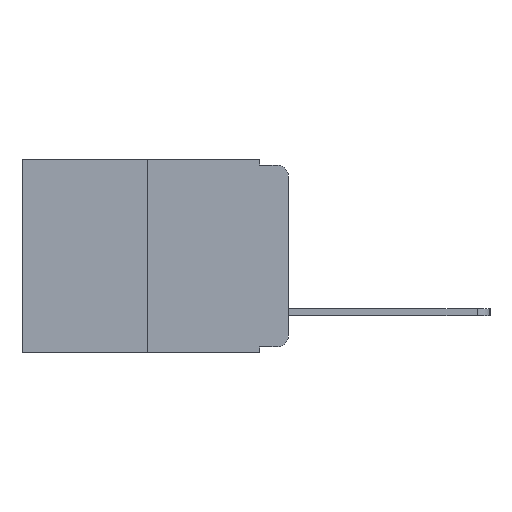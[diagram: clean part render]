
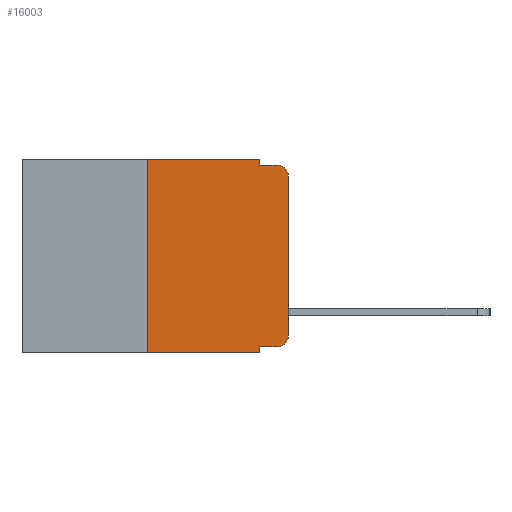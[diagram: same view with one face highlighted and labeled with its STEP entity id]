
A CAD part, left-side view. The second image highlights one B-rep face of the part: STEP entity #16003.
In plain terms, the highlighted planar face has unit normal (-1, 0, 0).
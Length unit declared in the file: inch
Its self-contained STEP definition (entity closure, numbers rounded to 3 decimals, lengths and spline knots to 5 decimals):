
#117 = DIRECTION ( 'NONE',  ( -1., 0., 0. ) ) ;
#265 = EDGE_CURVE ( 'NONE', #14146, #11297, #12312, .T. ) ;
#301 = VERTEX_POINT ( 'NONE', #14786 ) ;
#760 = CARTESIAN_POINT ( 'NONE',  ( 0., 0.051, -0.01 ) ) ;
#874 = LINE ( 'NONE', #1408, #7701 ) ;
#1157 = CARTESIAN_POINT ( 'NONE',  ( 0., 0., -0.03 ) ) ;
#1165 = VECTOR ( 'NONE', #12685, 39.37008 ) ;
#1176 = ORIENTED_EDGE ( 'NONE', *, *, #17414, .F. ) ;
#1201 = ORIENTED_EDGE ( 'NONE', *, *, #265, .T. ) ;
#1343 = EDGE_CURVE ( 'NONE', #13284, #1510, #16582, .T. ) ;
#1408 = CARTESIAN_POINT ( 'NONE',  ( 0., 0.051, 0. ) ) ;
#1508 = ORIENTED_EDGE ( 'NONE', *, *, #1343, .F. ) ;
#1510 = VERTEX_POINT ( 'NONE', #8156 ) ;
#1576 = DIRECTION ( 'NONE',  ( 0., 0., -1. ) ) ;
#1825 = CARTESIAN_POINT ( 'NONE',  ( 0., 0.051, -0.01 ) ) ;
#2039 = ORIENTED_EDGE ( 'NONE', *, *, #16580, .T. ) ;
#2132 = DIRECTION ( 'NONE',  ( -1., 0., 0. ) ) ;
#2152 = CARTESIAN_POINT ( 'NONE',  ( 0., 0.02, -0.03 ) ) ;
#2207 = ORIENTED_EDGE ( 'NONE', *, *, #5712, .T. ) ;
#2329 = ORIENTED_EDGE ( 'NONE', *, *, #7876, .T. ) ;
#2334 = ORIENTED_EDGE ( 'NONE', *, *, #2746, .F. ) ;
#2597 = VECTOR ( 'NONE', #15131, 39.37008 ) ;
#2746 = EDGE_CURVE ( 'NONE', #301, #15825, #10157, .T. ) ;
#2747 = ORIENTED_EDGE ( 'NONE', *, *, #14598, .T. ) ;
#2870 = ORIENTED_EDGE ( 'NONE', *, *, #14029, .F. ) ;
#3068 = DIRECTION ( 'NONE',  ( 0., 0., -1. ) ) ;
#3117 = ORIENTED_EDGE ( 'NONE', *, *, #5500, .F. ) ;
#3660 = AXIS2_PLACEMENT_3D ( 'NONE', #6225, #7554, #16801 ) ;
#3700 = VERTEX_POINT ( 'NONE', #10235 ) ;
#4081 = VECTOR ( 'NONE', #5323, 39.37008 ) ;
#4445 = VERTEX_POINT ( 'NONE', #1157 ) ;
#4479 = FACE_OUTER_BOUND ( 'NONE', #7717, .T. ) ;
#4788 = CIRCLE ( 'NONE', #5827, 0.02 ) ;
#4868 = LINE ( 'NONE', #7360, #1165 ) ;
#4893 = PLANE ( 'NONE',  #3660 ) ;
#5323 = DIRECTION ( 'NONE',  ( 0., -1., 0. ) ) ;
#5500 = EDGE_CURVE ( 'NONE', #12300, #14164, #874, .T. ) ;
#5712 = EDGE_CURVE ( 'NONE', #4445, #3700, #4788, .T. ) ;
#5796 = VECTOR ( 'NONE', #10516, 39.37008 ) ;
#5827 = AXIS2_PLACEMENT_3D ( 'NONE', #2152, #2132, #3068 ) ;
#5967 = AXIS2_PLACEMENT_3D ( 'NONE', #6250, #117, #10192 ) ;
#6225 = CARTESIAN_POINT ( 'NONE',  ( 0., 0.473, 0. ) ) ;
#6250 = CARTESIAN_POINT ( 'NONE',  ( 0., 0.02, -0.313 ) ) ;
#6821 = VECTOR ( 'NONE', #7111, 39.37008 ) ;
#7111 = DIRECTION ( 'NONE',  ( 0., 0., 1. ) ) ;
#7360 = CARTESIAN_POINT ( 'NONE',  ( 0., 0.051, -0.333 ) ) ;
#7554 = DIRECTION ( 'NONE',  ( 1., 0., 0. ) ) ;
#7701 = VECTOR ( 'NONE', #1576, 39.37008 ) ;
#7717 = EDGE_LOOP ( 'NONE', ( #2747, #2207, #2870, #3117, #1176, #2334, #2329, #1508, #2039, #1201 ) ) ;
#7876 = EDGE_CURVE ( 'NONE', #301, #1510, #8004, .T. ) ;
#8004 = LINE ( 'NONE', #9321, #4081 ) ;
#8156 = CARTESIAN_POINT ( 'NONE',  ( 0., 0.051, -0.343 ) ) ;
#8451 = CARTESIAN_POINT ( 'NONE',  ( 0., 0.051, 0. ) ) ;
#9041 = CARTESIAN_POINT ( 'NONE',  ( 0., 0., -0.313 ) ) ;
#9321 = CARTESIAN_POINT ( 'NONE',  ( 0., 0.473, -0.343 ) ) ;
#9712 = CARTESIAN_POINT ( 'NONE',  ( 0., 0., 0. ) ) ;
#9752 = LINE ( 'NONE', #1825, #2597 ) ;
#10157 = LINE ( 'NONE', #11583, #5796 ) ;
#10192 = DIRECTION ( 'NONE',  ( 0., 0., -1. ) ) ;
#10235 = CARTESIAN_POINT ( 'NONE',  ( 0., 0.02, -0.01 ) ) ;
#10516 = DIRECTION ( 'NONE',  ( 0., 0., 1. ) ) ;
#11037 = VECTOR ( 'NONE', #17132, 39.37008 ) ;
#11297 = VERTEX_POINT ( 'NONE', #9041 ) ;
#11474 = LINE ( 'NONE', #13179, #11037 ) ;
#11583 = CARTESIAN_POINT ( 'NONE',  ( 0., 0.25, 0. ) ) ;
#12300 = VERTEX_POINT ( 'NONE', #8451 ) ;
#12312 = CIRCLE ( 'NONE', #5967, 0.02 ) ;
#12685 = DIRECTION ( 'NONE',  ( 0., -1., 0. ) ) ;
#13179 = CARTESIAN_POINT ( 'NONE',  ( 0., 0.473, 0. ) ) ;
#13284 = VERTEX_POINT ( 'NONE', #13595 ) ;
#13475 = VECTOR ( 'NONE', #13854, 39.37008 ) ;
#13595 = CARTESIAN_POINT ( 'NONE',  ( 0., 0.051, -0.333 ) ) ;
#13812 = CARTESIAN_POINT ( 'NONE',  ( 0., 0.051, 0. ) ) ;
#13835 = LINE ( 'NONE', #9712, #6821 ) ;
#13854 = DIRECTION ( 'NONE',  ( 0., 0., -1. ) ) ;
#14029 = EDGE_CURVE ( 'NONE', #14164, #3700, #9752, .T. ) ;
#14146 = VERTEX_POINT ( 'NONE', #16757 ) ;
#14164 = VERTEX_POINT ( 'NONE', #760 ) ;
#14598 = EDGE_CURVE ( 'NONE', #11297, #4445, #13835, .T. ) ;
#14786 = CARTESIAN_POINT ( 'NONE',  ( 0., 0.25, -0.343 ) ) ;
#15062 = CARTESIAN_POINT ( 'NONE',  ( 0., 0.25, 0. ) ) ;
#15131 = DIRECTION ( 'NONE',  ( 0., -1., 0. ) ) ;
#15825 = VERTEX_POINT ( 'NONE', #15062 ) ;
#16003 = ADVANCED_FACE ( 'NONE', ( #4479 ), #4893, .F. ) ;
#16580 = EDGE_CURVE ( 'NONE', #13284, #14146, #4868, .T. ) ;
#16582 = LINE ( 'NONE', #13812, #13475 ) ;
#16757 = CARTESIAN_POINT ( 'NONE',  ( 0., 0.02, -0.333 ) ) ;
#16801 = DIRECTION ( 'NONE',  ( 0., 0., -1. ) ) ;
#17132 = DIRECTION ( 'NONE',  ( 0., -1., 0. ) ) ;
#17414 = EDGE_CURVE ( 'NONE', #15825, #12300, #11474, .T. ) ;
